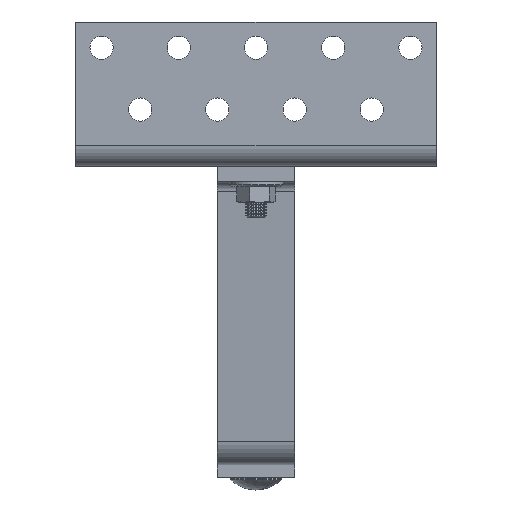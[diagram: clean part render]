
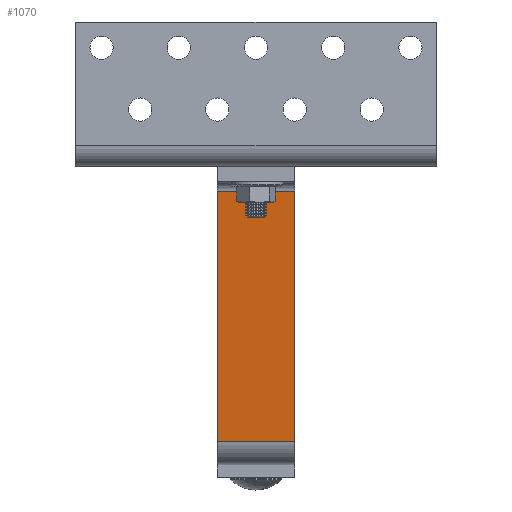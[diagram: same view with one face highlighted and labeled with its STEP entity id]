
A CAD part, front view. The second image highlights one B-rep face of the part: STEP entity #1070.
In plain terms, the highlighted face is planar.
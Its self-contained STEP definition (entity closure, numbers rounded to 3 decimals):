
#1045 = EDGE_LOOP ( 'NONE', ( #1356, #1715, #1717, #1720 ) ) ;
#1070 = ADVANCED_FACE ( 'NONE', ( #4162 ), #4213, .T. ) ;
#1356 = ORIENTED_EDGE ( 'NONE', *, *, #1705, .F. ) ;
#1394 = EDGE_CURVE ( 'NONE', #1413, #1412, #4759, .T. ) ;
#1412 = VERTEX_POINT ( 'NONE', #4762 ) ;
#1413 = VERTEX_POINT ( 'NONE', #4738 ) ;
#1705 = EDGE_CURVE ( 'NONE', #2470, #1412, #5271, .T. ) ;
#1715 = ORIENTED_EDGE ( 'NONE', *, *, #2640, .F. ) ;
#1717 = ORIENTED_EDGE ( 'NONE', *, *, #1722, .T. ) ;
#1720 = ORIENTED_EDGE ( 'NONE', *, *, #1394, .T. ) ;
#1722 = EDGE_CURVE ( 'NONE', #1985, #1413, #5259, .T. ) ;
#1985 = VERTEX_POINT ( 'NONE', #5697 ) ;
#2470 = VERTEX_POINT ( 'NONE', #6639 ) ;
#2640 = EDGE_CURVE ( 'NONE', #1985, #2470, #7035, .T. ) ;
#4162 = FACE_OUTER_BOUND ( 'NONE', #1045, .T. ) ;
#4209 = DIRECTION ( 'NONE',  ( 0.996, -0.087, 0. ) ) ;
#4210 = DIRECTION ( 'NONE',  ( -0.087, -0.996, 0. ) ) ;
#4211 = CARTESIAN_POINT ( 'NONE',  ( -3.651, 0.319, -30. ) ) ;
#4212 = AXIS2_PLACEMENT_3D ( 'NONE', #4211, #4210, #4209 ) ;
#4213 = PLANE ( 'NONE',  #4212 ) ;
#4738 = CARTESIAN_POINT ( 'NONE',  ( -3.651, 0.319, -30. ) ) ;
#4756 = DIRECTION ( 'NONE',  ( 0., 0., 1. ) ) ;
#4757 = VECTOR ( 'NONE', #4756, 1000. ) ;
#4758 = CARTESIAN_POINT ( 'NONE',  ( -3.651, 0.319, -30. ) ) ;
#4759 = LINE ( 'NONE', #4758, #4757 ) ;
#4762 = CARTESIAN_POINT ( 'NONE',  ( -3.651, 0.319, 0. ) ) ;
#5259 = LINE ( 'NONE', #5305, #5304 ) ;
#5265 = DIRECTION ( 'NONE',  ( 0.996, -0.087, 0. ) ) ;
#5271 = LINE ( 'NONE', #5274, #5273 ) ;
#5273 = VECTOR ( 'NONE', #5265, 1000. ) ;
#5274 = CARTESIAN_POINT ( 'NONE',  ( -3.651, 0.319, 0. ) ) ;
#5303 = DIRECTION ( 'NONE',  ( 0.996, -0.087, 0. ) ) ;
#5304 = VECTOR ( 'NONE', #5303, 1000. ) ;
#5305 = CARTESIAN_POINT ( 'NONE',  ( -3.651, 0.319, -30. ) ) ;
#5697 = CARTESIAN_POINT ( 'NONE',  ( -100.872, 8.825, -30. ) ) ;
#6639 = CARTESIAN_POINT ( 'NONE',  ( -100.872, 8.825, 0. ) ) ;
#6980 = CARTESIAN_POINT ( 'NONE',  ( -100.872, 8.825, -30. ) ) ;
#7033 = DIRECTION ( 'NONE',  ( 0., 0., 1. ) ) ;
#7034 = VECTOR ( 'NONE', #7033, 1000. ) ;
#7035 = LINE ( 'NONE', #6980, #7034 ) ;
